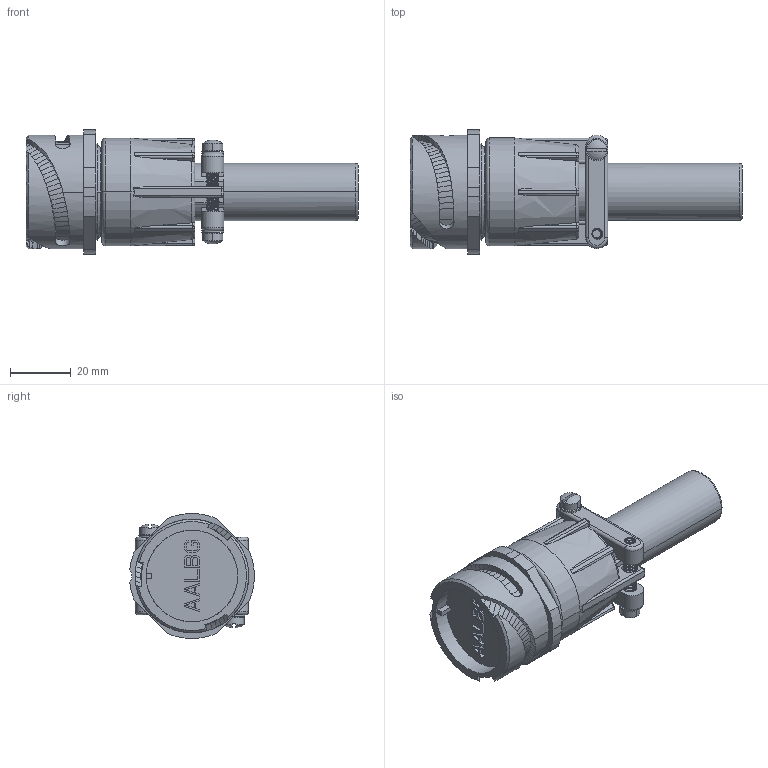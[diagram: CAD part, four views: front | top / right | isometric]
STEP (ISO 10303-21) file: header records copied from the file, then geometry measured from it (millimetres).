
FILE_DESCRIPTION((''),'2;1');
FILE_NAME('VG95234F-22_SW0001','2023-03-20T16:58:26',('paultorloting'),('NET AG system integration'),'CREO PARAMETRIC BY PTC INC, 2021404','CREO PARAMETRIC BY PTC INC, 2021404','');
FILE_SCHEMA(('AUTOMOTIVE_DESIGN { 1 0 10303 214 1 1 1 1 }'));
Products named in the file (1): VG95234F-22_SW0001
Bounding box: 109.23 x 40.95 x 40.99 mm (x, y, z)
Volume: 60524.1 mm3; surface area: 19726.1 mm2
Topology: 1 solids, 1 shells, 1023 faces, 2735 edges, 1735 vertices
Faces by surface type: plane 395, cylinder 268, bspline 267, cone 48, torus 29, sphere 16
Entity records: 59269 total; most frequent: CARTESIAN_POINT 30370, ORIENTED_EDGE 5470, DIRECTION 3691, EDGE_CURVE 2735, VERTEX_POINT 1735, VECTOR 1456, LINE 1456, AXIS2_PLACEMENT_3D 1116
